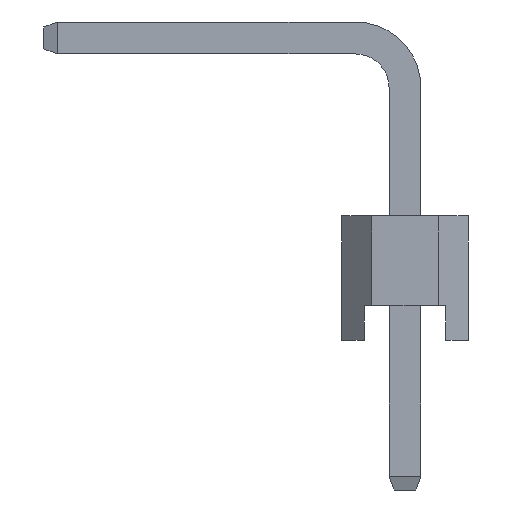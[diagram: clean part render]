
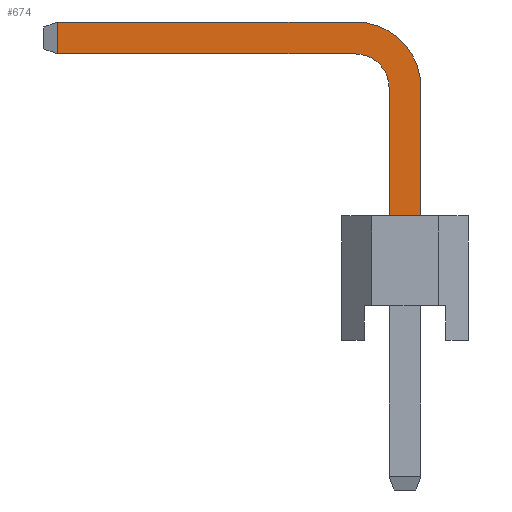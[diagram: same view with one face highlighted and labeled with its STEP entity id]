
A CAD part, left-side view. The second image highlights one B-rep face of the part: STEP entity #674.
In plain terms, the highlighted planar face has unit normal (-1, 0, 0).
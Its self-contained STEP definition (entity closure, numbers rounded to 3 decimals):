
#674=ADVANCED_FACE('',(#2032),#2034,.T.);
#2032=FACE_BOUND('',#2033,.T.);
#2033=EDGE_LOOP('',(#3145,#3146,#3147,#3148,#3149,#3150,#3151,#3152));
#2034=PLANE('',#2035);
#2035=AXIS2_PLACEMENT_3D('',#2036,#2037,#2038);
#2036=CARTESIAN_POINT('',(-0.32,0.32,-3.));
#2037=DIRECTION('',(-1.,0.,0.));
#2038=DIRECTION('',(0.,-1.,0.));
#3145=ORIENTED_EDGE('',*,*,#3822,.F.);
#3146=ORIENTED_EDGE('',*,*,#3823,.F.);
#3147=ORIENTED_EDGE('',*,*,#3824,.F.);
#3148=ORIENTED_EDGE('',*,*,#3811,.F.);
#3149=ORIENTED_EDGE('',*,*,#3580,.T.);
#3150=ORIENTED_EDGE('',*,*,#3821,.T.);
#3151=ORIENTED_EDGE('',*,*,#3825,.T.);
#3152=ORIENTED_EDGE('',*,*,#3826,.T.);
#3580=EDGE_CURVE('',#4042,#4046,#4048,.T.);
#3811=EDGE_CURVE('',#4042,#4435,#4436,.T.);
#3821=EDGE_CURVE('',#4046,#4451,#4453,.T.);
#3822=EDGE_CURVE('',#4454,#4455,#4456,.T.);
#3823=EDGE_CURVE('',#4457,#4454,#4458,.T.);
#3824=EDGE_CURVE('',#4435,#4457,#4459,.T.);
#3825=EDGE_CURVE('',#4451,#4460,#4461,.T.);
#3826=EDGE_CURVE('',#4460,#4455,#4462,.T.);
#4042=VERTEX_POINT('',#4818);
#4046=VERTEX_POINT('',#4826);
#4048=LINE('',#4830,#4831);
#4435=VERTEX_POINT('',#5695);
#4436=LINE('',#5696,#5697);
#4451=VERTEX_POINT('',#5731);
#4453=LINE('',#5735,#5736);
#4454=VERTEX_POINT('',#5738);
#4455=VERTEX_POINT('',#5739);
#4456=LINE('',#5740,#5741);
#4457=VERTEX_POINT('',#5743);
#4458=LINE('',#5744,#5745);
#4459=CIRCLE('',#5747,0.68);
#4460=VERTEX_POINT('',#5751);
#4461=CIRCLE('',#5752,1.32);
#4462=LINE('',#5756,#5757);
#4818=CARTESIAN_POINT('',(-0.32,0.32,2.5));
#4826=CARTESIAN_POINT('',(-0.32,-0.32,2.5));
#4830=CARTESIAN_POINT('',(-0.32,0.32,2.5));
#4831=VECTOR('',#4832,1.);
#4832=DIRECTION('',(0.,-1.,0.));
#5695=CARTESIAN_POINT('',(-0.32,0.32,5.07));
#5696=CARTESIAN_POINT('',(-0.32,0.32,2.5));
#5697=VECTOR('',#5698,1.);
#5698=DIRECTION('',(0.,0.,1.));
#5731=CARTESIAN_POINT('',(-0.32,-0.32,5.07));
#5735=CARTESIAN_POINT('',(-0.32,-0.32,2.5));
#5736=VECTOR('',#5737,1.);
#5737=DIRECTION('',(0.,0.,1.));
#5738=CARTESIAN_POINT('',(-0.32,6.975,5.75));
#5739=CARTESIAN_POINT('',(-0.32,6.975,6.39));
#5740=CARTESIAN_POINT('',(-0.32,6.975,5.75));
#5741=VECTOR('',#5742,1.);
#5742=DIRECTION('',(0.,0.,1.));
#5743=CARTESIAN_POINT('',(-0.32,1.,5.75));
#5744=CARTESIAN_POINT('',(-0.32,1.,5.75));
#5745=VECTOR('',#5746,1.);
#5746=DIRECTION('',(0.,1.,0.));
#5747=AXIS2_PLACEMENT_3D('',#5748,#5749,#5750);
#5748=CARTESIAN_POINT('',(-0.32,1.,5.07));
#5749=DIRECTION('',(-1.,-0.,0.));
#5750=DIRECTION('',(0.,-1.,0.));
#5751=CARTESIAN_POINT('',(-0.32,1.,6.39));
#5752=AXIS2_PLACEMENT_3D('',#5753,#5754,#5755);
#5753=CARTESIAN_POINT('',(-0.32,1.,5.07));
#5754=DIRECTION('',(-1.,-0.,0.));
#5755=DIRECTION('',(0.,-1.,0.));
#5756=CARTESIAN_POINT('',(-0.32,1.,6.39));
#5757=VECTOR('',#5758,1.);
#5758=DIRECTION('',(0.,1.,0.));
